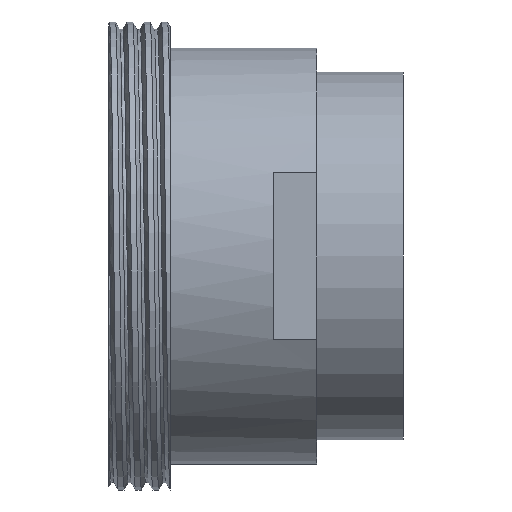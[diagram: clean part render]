
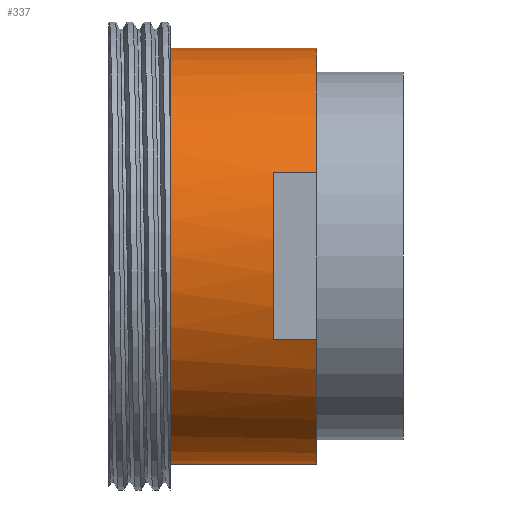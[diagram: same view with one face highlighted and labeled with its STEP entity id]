
A CAD part, front view. The second image highlights one B-rep face of the part: STEP entity #337.
In plain terms, the highlighted cylindrical face has radius 24 mm (diameter 48 mm), a partial arc.
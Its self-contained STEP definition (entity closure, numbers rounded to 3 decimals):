
#4 = DIRECTION ( 'NONE',  ( -1., 0., 0. ) ) ;
#40 = AXIS2_PLACEMENT_3D ( 'NONE', #759, #327, #1447 ) ;
#71 = AXIS2_PLACEMENT_3D ( 'NONE', #538, #689, #529 ) ;
#80 = FACE_OUTER_BOUND ( 'NONE', #360, .T. ) ;
#85 = LINE ( 'NONE', #1810, #1029 ) ;
#120 = CARTESIAN_POINT ( 'NONE',  ( 16.5, -22., -9.592 ) ) ;
#172 = VERTEX_POINT ( 'NONE', #961 ) ;
#327 = DIRECTION ( 'NONE',  ( -1., 0., 0. ) ) ;
#337 = ADVANCED_FACE ( 'NONE', ( #80 ), #645, .T. ) ;
#344 = CARTESIAN_POINT ( 'NONE',  ( 11.5, -22., 9.592 ) ) ;
#360 = EDGE_LOOP ( 'NONE', ( #792, #1331, #1720, #1791, #1245, #865, #1784, #1594 ) ) ;
#392 = EDGE_CURVE ( 'NONE', #765, #1566, #1694, .T. ) ;
#421 = LINE ( 'NONE', #1814, #1437 ) ;
#427 = CIRCLE ( 'NONE', #71, 24. ) ;
#441 = EDGE_CURVE ( 'NONE', #1622, #781, #421, .T. ) ;
#450 = EDGE_CURVE ( 'NONE', #1622, #828, #427, .T. ) ;
#457 = AXIS2_PLACEMENT_3D ( 'NONE', #748, #1463, #721 ) ;
#458 = VECTOR ( 'NONE', #1516, 1000. ) ;
#496 = CARTESIAN_POINT ( 'NONE',  ( 11.5, -22., -9.592 ) ) ;
#503 = CARTESIAN_POINT ( 'NONE',  ( -36.703, 0., 0. ) ) ;
#517 = EDGE_CURVE ( 'NONE', #1073, #1397, #842, .T. ) ;
#529 = DIRECTION ( 'NONE',  ( 0., 0., 1. ) ) ;
#538 = CARTESIAN_POINT ( 'NONE',  ( 16.5, 0., 0. ) ) ;
#561 = EDGE_CURVE ( 'NONE', #781, #1566, #968, .T. ) ;
#587 = EDGE_CURVE ( 'NONE', #172, #765, #1731, .T. ) ;
#645 = CYLINDRICAL_SURFACE ( 'NONE', #1578, 24. ) ;
#689 = DIRECTION ( 'NONE',  ( -1., 0., 0. ) ) ;
#721 = DIRECTION ( 'NONE',  ( 0., 0., 1. ) ) ;
#748 = CARTESIAN_POINT ( 'NONE',  ( 16.5, 0., 0. ) ) ;
#759 = CARTESIAN_POINT ( 'NONE',  ( -0.406, 0., 0. ) ) ;
#765 = VERTEX_POINT ( 'NONE', #973 ) ;
#781 = VERTEX_POINT ( 'NONE', #1496 ) ;
#792 = ORIENTED_EDGE ( 'NONE', *, *, #441, .F. ) ;
#811 = DIRECTION ( 'NONE',  ( -1., 0., 0. ) ) ;
#828 = VERTEX_POINT ( 'NONE', #120 ) ;
#842 = CIRCLE ( 'NONE', #1610, 24. ) ;
#865 = ORIENTED_EDGE ( 'NONE', *, *, #587, .T. ) ;
#915 = CARTESIAN_POINT ( 'NONE',  ( -0.406, 0., 24. ) ) ;
#925 = CARTESIAN_POINT ( 'NONE',  ( 16.5, 0., -24. ) ) ;
#961 = CARTESIAN_POINT ( 'NONE',  ( 16.5, -22., 9.592 ) ) ;
#968 = CIRCLE ( 'NONE', #40, 24. ) ;
#973 = CARTESIAN_POINT ( 'NONE',  ( 16.5, 0., 24. ) ) ;
#1029 = VECTOR ( 'NONE', #811, 1000. ) ;
#1073 = VERTEX_POINT ( 'NONE', #344 ) ;
#1079 = DIRECTION ( 'NONE',  ( -1., 0., 0. ) ) ;
#1099 = LINE ( 'NONE', #1660, #458 ) ;
#1122 = CARTESIAN_POINT ( 'NONE',  ( 11.5, 0., 0. ) ) ;
#1140 = DIRECTION ( 'NONE',  ( 1., 0., 0. ) ) ;
#1245 = ORIENTED_EDGE ( 'NONE', *, *, #1701, .F. ) ;
#1249 = CARTESIAN_POINT ( 'NONE',  ( -36.703, 0., 24. ) ) ;
#1331 = ORIENTED_EDGE ( 'NONE', *, *, #450, .T. ) ;
#1397 = VERTEX_POINT ( 'NONE', #496 ) ;
#1437 = VECTOR ( 'NONE', #4, 1000. ) ;
#1447 = DIRECTION ( 'NONE',  ( 0., 0., 1. ) ) ;
#1463 = DIRECTION ( 'NONE',  ( -1., 0., 0. ) ) ;
#1496 = CARTESIAN_POINT ( 'NONE',  ( -0.406, 0., -24. ) ) ;
#1516 = DIRECTION ( 'NONE',  ( 1., 0., 0. ) ) ;
#1566 = VERTEX_POINT ( 'NONE', #915 ) ;
#1578 = AXIS2_PLACEMENT_3D ( 'NONE', #503, #1079, #1637 ) ;
#1594 = ORIENTED_EDGE ( 'NONE', *, *, #561, .F. ) ;
#1610 = AXIS2_PLACEMENT_3D ( 'NONE', #1122, #1140, #1683 ) ;
#1622 = VERTEX_POINT ( 'NONE', #925 ) ;
#1637 = DIRECTION ( 'NONE',  ( 0., 0., 1. ) ) ;
#1660 = CARTESIAN_POINT ( 'NONE',  ( -36.703, -22., -9.592 ) ) ;
#1683 = DIRECTION ( 'NONE',  ( 0., 0., -1. ) ) ;
#1694 = LINE ( 'NONE', #1249, #1763 ) ;
#1701 = EDGE_CURVE ( 'NONE', #172, #1073, #85, .T. ) ;
#1720 = ORIENTED_EDGE ( 'NONE', *, *, #1827, .F. ) ;
#1731 = CIRCLE ( 'NONE', #457, 24. ) ;
#1763 = VECTOR ( 'NONE', #1804, 1000. ) ;
#1784 = ORIENTED_EDGE ( 'NONE', *, *, #392, .T. ) ;
#1791 = ORIENTED_EDGE ( 'NONE', *, *, #517, .F. ) ;
#1804 = DIRECTION ( 'NONE',  ( -1., 0., 0. ) ) ;
#1810 = CARTESIAN_POINT ( 'NONE',  ( -36.703, -22., 9.592 ) ) ;
#1814 = CARTESIAN_POINT ( 'NONE',  ( -36.703, 0., -24. ) ) ;
#1827 = EDGE_CURVE ( 'NONE', #1397, #828, #1099, .T. ) ;
